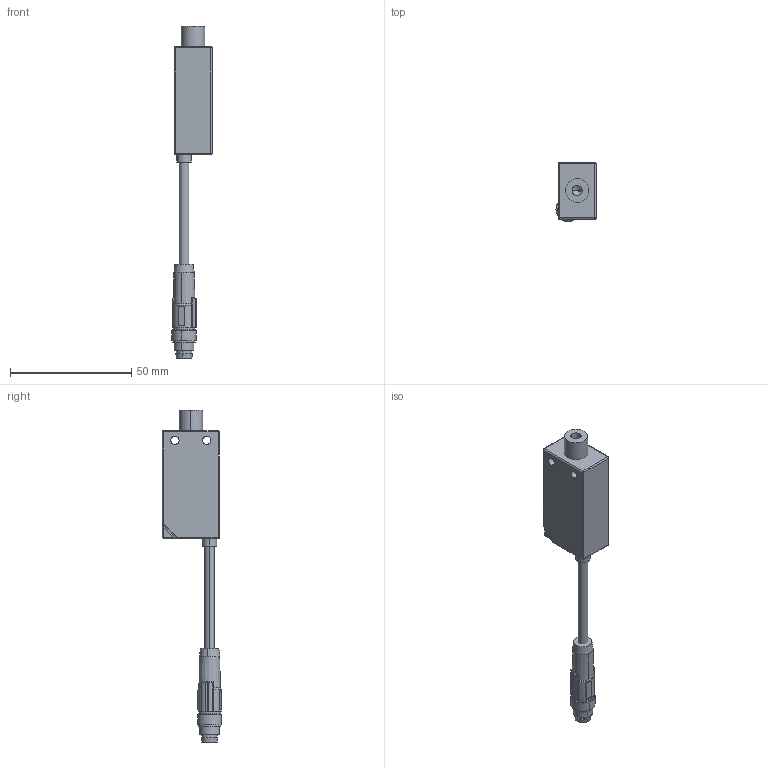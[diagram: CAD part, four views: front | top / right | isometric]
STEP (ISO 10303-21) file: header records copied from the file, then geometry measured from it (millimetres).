
FILE_DESCRIPTION (( 'STEP AP214' ), '1' );
FILE_NAME ('KT-KP1-3-01-C-G.STEP', '2018-09-17T14:04:06', ( '' ), ( '' ), 'SwSTEP 2.0', 'SolidWorks 2018', '' );
FILE_SCHEMA (( 'AUTOMOTIVE_DESIGN' ));
Length unit declared in the file: millimetre
Products named in the file (1): KT-KP1-3-01-C-G
Bounding box: 16.49 x 24.49 x 136.7 mm (x, y, z)
Volume: 19257.9 mm3; surface area: 7116.6 mm2
Topology: 3 solids, 3 shells, 150 faces, 344 edges, 205 vertices
Faces by surface type: cylinder 79, plane 45, cone 12, sphere 10, torus 2, bspline 2
Entity records: 5953 total; most frequent: CARTESIAN_POINT 855, DIRECTION 760, ORIENTED_EDGE 668, EDGE_CURVE 334, AXIS2_PLACEMENT_3D 309, VERTEX_POINT 205, EDGE_LOOP 169, CIRCLE 160
